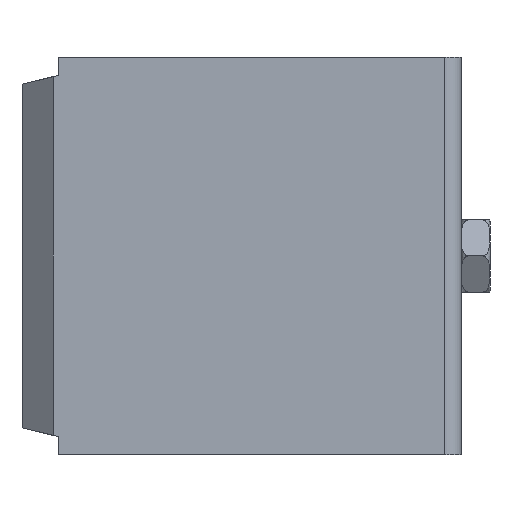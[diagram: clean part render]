
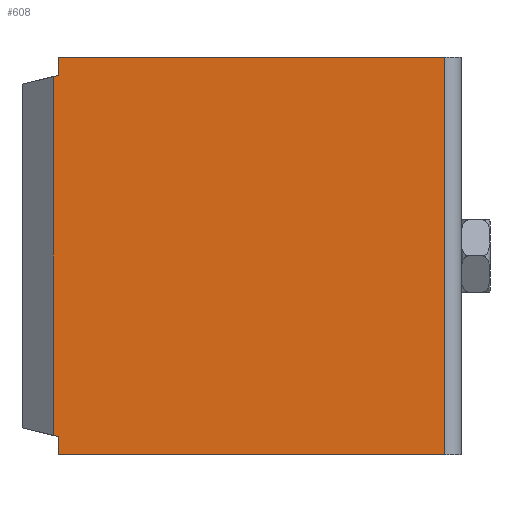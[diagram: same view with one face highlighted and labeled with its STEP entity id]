
A CAD part, left-side view. The second image highlights one B-rep face of the part: STEP entity #608.
In plain terms, the highlighted planar face has unit normal (-1, 0, 0).
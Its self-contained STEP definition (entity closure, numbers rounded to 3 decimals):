
#112=CARTESIAN_POINT('',(0.,56.5,52.332));
#113=VERTEX_POINT('',#112);
#122=CARTESIAN_POINT('',(0.,55.8,52.5));
#123=VERTEX_POINT('',#122);
#124=CARTESIAN_POINT('',(0.,55.8,52.5));
#125=DIRECTION('',(0.,0.972,-0.233));
#126=VECTOR('',#125,0.72);
#127=LINE('',#124,#126);
#128=EDGE_CURVE('',#123,#113,#127,.T.);
#177=CARTESIAN_POINT('',(0.,55.8,55.));
#178=VERTEX_POINT('',#177);
#179=CARTESIAN_POINT('',(0.,55.8,55.));
#180=DIRECTION('',(0.0,0.0,-1.0));
#181=VECTOR('',#180,2.5);
#182=LINE('',#179,#181);
#183=EDGE_CURVE('',#178,#123,#182,.T.);
#209=CARTESIAN_POINT('',(0.,55.8,0.0));
#210=VERTEX_POINT('',#209);
#217=CARTESIAN_POINT('',(0.,55.8,2.5));
#218=VERTEX_POINT('',#217);
#219=CARTESIAN_POINT('',(0.,55.8,2.5));
#220=DIRECTION('',(0.0,0.0,-1.0));
#221=VECTOR('',#220,2.5);
#222=LINE('',#219,#221);
#223=EDGE_CURVE('',#218,#210,#222,.T.);
#248=CARTESIAN_POINT('',(0.,56.5,2.668));
#249=VERTEX_POINT('',#248);
#250=CARTESIAN_POINT('',(0.,56.5,2.668));
#251=DIRECTION('',(0.,-0.972,-0.233));
#252=VECTOR('',#251,0.72);
#253=LINE('',#250,#252);
#254=EDGE_CURVE('',#249,#218,#253,.T.);
#431=CARTESIAN_POINT('',(0.0,2.3,55.0));
#432=VERTEX_POINT('',#431);
#433=CARTESIAN_POINT('',(0.0,2.3,55.0));
#434=DIRECTION('',(0.0,1.0,0.0));
#435=VECTOR('',#434,53.5);
#436=LINE('',#433,#435);
#437=EDGE_CURVE('',#432,#178,#436,.T.);
#509=CARTESIAN_POINT('',(0.,56.5,2.668));
#510=DIRECTION('',(0.0,0.0,1.0));
#511=VECTOR('',#510,49.664);
#512=LINE('',#509,#511);
#513=EDGE_CURVE('',#249,#113,#512,.T.);
#569=CARTESIAN_POINT('',(0.0,2.3,0.0));
#570=VERTEX_POINT('',#569);
#571=CARTESIAN_POINT('',(0.0,2.3,0.0));
#572=DIRECTION('',(0.0,0.0,1.0));
#573=VECTOR('',#572,55.0);
#574=LINE('',#571,#573);
#575=EDGE_CURVE('',#570,#432,#574,.T.);
#588=CARTESIAN_POINT('',(0.0,2.3,0.0));
#589=DIRECTION('',(-1.0,0.0,0.0));
#590=DIRECTION('',(0.0,0.0,1.0));
#591=AXIS2_PLACEMENT_3D('',#588,#589,#590);
#592=PLANE('',#591);
#593=ORIENTED_EDGE('',*,*,#128,.T.);
#594=ORIENTED_EDGE('',*,*,#513,.F.);
#595=ORIENTED_EDGE('',*,*,#254,.T.);
#596=ORIENTED_EDGE('',*,*,#223,.T.);
#597=CARTESIAN_POINT('',(0.,55.8,0.0));
#598=DIRECTION('',(0.0,-1.0,0.0));
#599=VECTOR('',#598,53.5);
#600=LINE('',#597,#599);
#601=EDGE_CURVE('',#210,#570,#600,.T.);
#602=ORIENTED_EDGE('',*,*,#601,.T.);
#603=ORIENTED_EDGE('',*,*,#575,.T.);
#604=ORIENTED_EDGE('',*,*,#437,.T.);
#605=ORIENTED_EDGE('',*,*,#183,.T.);
#606=EDGE_LOOP('',(#593,#594,#595,#596,#602,#603,#604,#605));
#607=FACE_OUTER_BOUND('',#606,.T.);
#608=ADVANCED_FACE('',(#607),#592,.T.);
